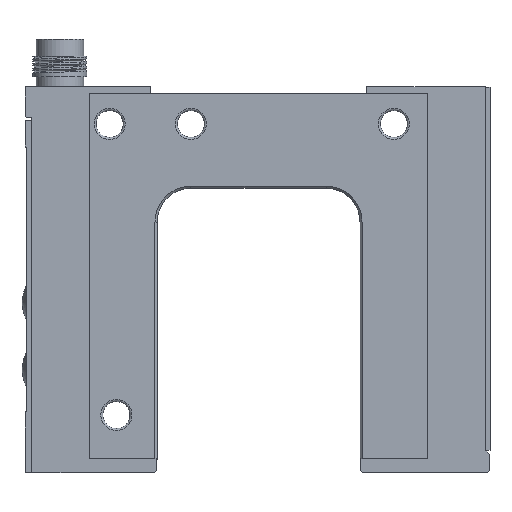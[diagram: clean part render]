
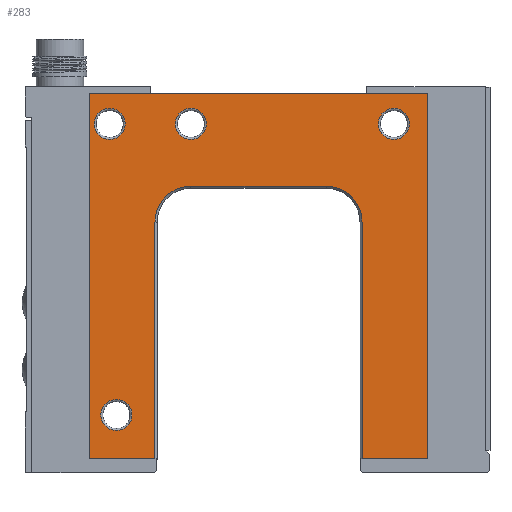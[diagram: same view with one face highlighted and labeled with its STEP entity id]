
A CAD part, top view. The second image highlights one B-rep face of the part: STEP entity #283.
In plain terms, the highlighted planar face has unit normal (0, 0, 1).
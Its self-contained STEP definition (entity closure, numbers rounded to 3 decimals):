
#283=ADVANCED_FACE('',(#536,#537,#538,#539,#540),#432,.F.);
#432=PLANE('',#2848);
#536=FACE_BOUND('',#612,.T.);
#537=FACE_BOUND('',#613,.T.);
#538=FACE_BOUND('',#614,.T.);
#539=FACE_BOUND('',#615,.T.);
#540=FACE_BOUND('',#616,.T.);
#612=EDGE_LOOP('',(#876,#877,#878,#879,#880,#881,#882,#883,#884,#885));
#613=EDGE_LOOP('',(#886));
#614=EDGE_LOOP('',(#887));
#615=EDGE_LOOP('',(#888));
#616=EDGE_LOOP('',(#889));
#803=CIRCLE('',#2842,5.3);
#804=CIRCLE('',#2843,5.3);
#805=CIRCLE('',#2844,2.3);
#806=CIRCLE('',#2845,2.3);
#807=CIRCLE('',#2846,2.3);
#808=CIRCLE('',#2847,2.3);
#876=ORIENTED_EDGE('',*,*,#1893,.T.);
#877=ORIENTED_EDGE('',*,*,#1894,.T.);
#878=ORIENTED_EDGE('',*,*,#1895,.T.);
#879=ORIENTED_EDGE('',*,*,#1896,.T.);
#880=ORIENTED_EDGE('',*,*,#1897,.T.);
#881=ORIENTED_EDGE('',*,*,#1898,.T.);
#882=ORIENTED_EDGE('',*,*,#1899,.T.);
#883=ORIENTED_EDGE('',*,*,#1900,.T.);
#884=ORIENTED_EDGE('',*,*,#1901,.T.);
#885=ORIENTED_EDGE('',*,*,#1902,.T.);
#886=ORIENTED_EDGE('',*,*,#1903,.T.);
#887=ORIENTED_EDGE('',*,*,#1904,.T.);
#888=ORIENTED_EDGE('',*,*,#1905,.T.);
#889=ORIENTED_EDGE('',*,*,#1906,.T.);
#1632=VERTEX_POINT('',#3791);
#1633=VERTEX_POINT('',#3792);
#1634=VERTEX_POINT('',#3794);
#1635=VERTEX_POINT('',#3796);
#1636=VERTEX_POINT('',#3798);
#1637=VERTEX_POINT('',#3800);
#1638=VERTEX_POINT('',#3802);
#1639=VERTEX_POINT('',#3804);
#1640=VERTEX_POINT('',#3806);
#1641=VERTEX_POINT('',#3808);
#1642=VERTEX_POINT('',#3811);
#1643=VERTEX_POINT('',#3813);
#1644=VERTEX_POINT('',#3815);
#1645=VERTEX_POINT('',#3817);
#1893=EDGE_CURVE('',#1632,#1633,#2271,.T.);
#1894=EDGE_CURVE('',#1633,#1634,#2272,.T.);
#1895=EDGE_CURVE('',#1634,#1635,#2273,.T.);
#1896=EDGE_CURVE('',#1635,#1636,#2274,.T.);
#1897=EDGE_CURVE('',#1636,#1637,#2275,.T.);
#1898=EDGE_CURVE('',#1637,#1638,#803,.T.);
#1899=EDGE_CURVE('',#1638,#1639,#2276,.T.);
#1900=EDGE_CURVE('',#1639,#1640,#804,.T.);
#1901=EDGE_CURVE('',#1640,#1641,#2277,.T.);
#1902=EDGE_CURVE('',#1641,#1632,#2278,.T.);
#1903=EDGE_CURVE('',#1642,#1642,#805,.T.);
#1904=EDGE_CURVE('',#1643,#1643,#806,.T.);
#1905=EDGE_CURVE('',#1644,#1644,#807,.T.);
#1906=EDGE_CURVE('',#1645,#1645,#808,.T.);
#2271=LINE('',#3790,#2556);
#2272=LINE('',#3793,#2557);
#2273=LINE('',#3795,#2558);
#2274=LINE('',#3797,#2559);
#2275=LINE('',#3799,#2560);
#2276=LINE('',#3803,#2561);
#2277=LINE('',#3807,#2562);
#2278=LINE('',#3809,#2563);
#2556=VECTOR('',#3064,1.);
#2557=VECTOR('',#3065,1.);
#2558=VECTOR('',#3066,1.);
#2559=VECTOR('',#3067,1.);
#2560=VECTOR('',#3068,1.);
#2561=VECTOR('',#3071,1.);
#2562=VECTOR('',#3074,1.);
#2563=VECTOR('',#3075,1.);
#2842=AXIS2_PLACEMENT_3D('',#3801,#3069,#3070);
#2843=AXIS2_PLACEMENT_3D('',#3805,#3072,#3073);
#2844=AXIS2_PLACEMENT_3D('',#3810,#3076,#3077);
#2845=AXIS2_PLACEMENT_3D('',#3812,#3078,#3079);
#2846=AXIS2_PLACEMENT_3D('',#3814,#3080,#3081);
#2847=AXIS2_PLACEMENT_3D('',#3816,#3082,#3083);
#2848=AXIS2_PLACEMENT_3D('',#3818,#3084,#3085);
#3064=DIRECTION('',(0.,1.,0.));
#3065=DIRECTION('',(-1.,0.,0.));
#3066=DIRECTION('',(0.,-1.,0.));
#3067=DIRECTION('',(1.,0.,0.));
#3068=DIRECTION('',(0.,1.,0.));
#3069=DIRECTION('',(0.,0.,-1.));
#3070=DIRECTION('',(-1.,0.,0.));
#3071=DIRECTION('',(1.,0.,0.));
#3072=DIRECTION('',(0.,0.,-1.));
#3073=DIRECTION('',(-1.,0.,0.));
#3074=DIRECTION('',(0.,-1.,0.));
#3075=DIRECTION('',(1.,0.,0.));
#3076=DIRECTION('',(0.,0.,-1.));
#3077=DIRECTION('',(-1.,0.,0.));
#3078=DIRECTION('',(0.,0.,-1.));
#3079=DIRECTION('',(-1.,0.,0.));
#3080=DIRECTION('',(0.,0.,-1.));
#3081=DIRECTION('',(-1.,0.,0.));
#3082=DIRECTION('',(0.,0.,-1.));
#3083=DIRECTION('',(-1.,0.,0.));
#3084=DIRECTION('',(0.,0.,-1.));
#3085=DIRECTION('',(1.,0.,0.));
#3790=CARTESIAN_POINT('',(20.,-35.5,5.));
#3791=CARTESIAN_POINT('',(20.,-18.5,5.));
#3792=CARTESIAN_POINT('',(20.,35.5,5.));
#3793=CARTESIAN_POINT('',(-30.,35.5,5.));
#3794=CARTESIAN_POINT('',(-30.,35.5,5.));
#3795=CARTESIAN_POINT('',(-30.,-35.5,5.));
#3796=CARTESIAN_POINT('',(-30.,-18.5,5.));
#3797=CARTESIAN_POINT('',(-30.,-18.5,5.));
#3798=CARTESIAN_POINT('',(-20.3,-18.5,5.));
#3799=CARTESIAN_POINT('',(-20.3,0.,5.));
#3800=CARTESIAN_POINT('',(-20.3,16.5,5.));
#3801=CARTESIAN_POINT('',(-15.,16.5,5.));
#3802=CARTESIAN_POINT('',(-15.,21.8,5.));
#3803=CARTESIAN_POINT('',(40.,21.8,5.));
#3804=CARTESIAN_POINT('',(5.,21.8,5.));
#3805=CARTESIAN_POINT('',(5.,16.5,5.));
#3806=CARTESIAN_POINT('',(10.3,16.5,5.));
#3807=CARTESIAN_POINT('',(10.3,0.,5.));
#3808=CARTESIAN_POINT('',(10.3,-18.5,5.));
#3809=CARTESIAN_POINT('',(10.,-18.5,5.));
#3810=CARTESIAN_POINT('',(15.,31.,5.));
#3811=CARTESIAN_POINT('',(12.7,31.,5.));
#3812=CARTESIAN_POINT('',(-15.,31.,5.));
#3813=CARTESIAN_POINT('',(-17.3,31.,5.));
#3814=CARTESIAN_POINT('',(-27.,31.,5.));
#3815=CARTESIAN_POINT('',(-29.3,31.,5.));
#3816=CARTESIAN_POINT('',(-26.,-12.,5.));
#3817=CARTESIAN_POINT('',(-28.3,-12.,5.));
#3818=CARTESIAN_POINT('',(40.,0.,5.));
